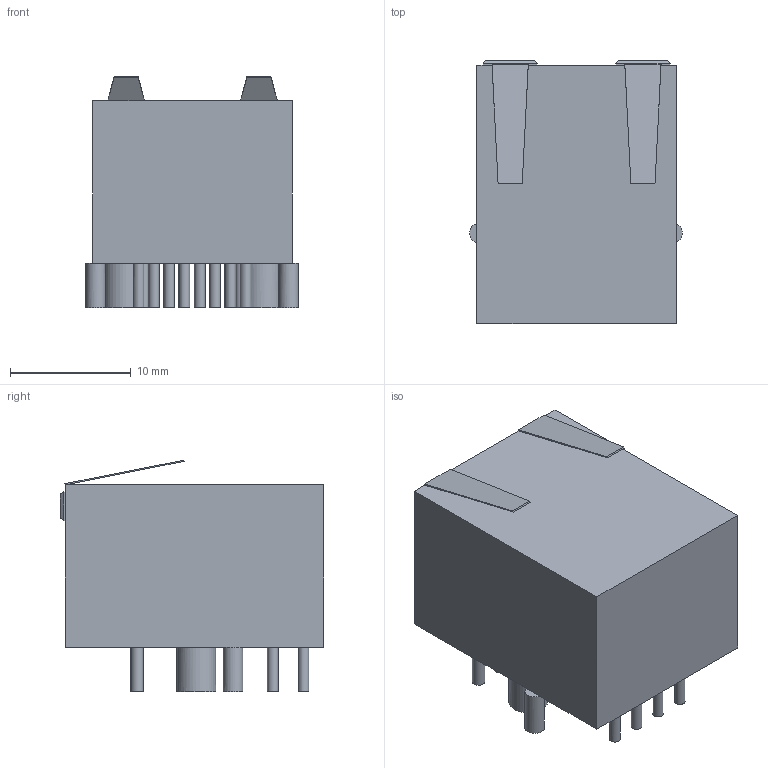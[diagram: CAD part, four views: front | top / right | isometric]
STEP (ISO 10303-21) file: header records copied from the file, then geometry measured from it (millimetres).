
FILE_DESCRIPTION(('FreeCAD Model'),'2;1');
FILE_NAME('Fusion001.step', '2019-10-06T12:26:47',('kicad StepUp'),('ksu MCAD'), 'Open CASCADE STEP processor 7.3','FreeCAD','Unknown');
FILE_SCHEMA(('AUTOMOTIVE_DESIGN { 1 0 10303 214 1 1 1 1 }'));
Length unit declared in the file: millimetre
Products named in the file (1): Fusion001
Bounding box: 17.63 x 21.83 x 19.2 mm (x, y, z)
Volume: 3367.6 mm3; surface area: 3064.3 mm2
Topology: 3 solids, 3 shells, 165 faces, 408 edges, 287 vertices
Faces by surface type: bspline 115, plane 34, cylinder 16
Full cylindrical faces by diameter (mm): 0.89 x8, 1.02 x4, 1.63 x2, 3.25 x2
Entity records: 9652 total; most frequent: CARTESIAN_POINT 3628, B_SPLINE_CURVE_WITH_KNOTS 1018, ORIENTED_EDGE 816, PCURVE 816, DEFINITIONAL_REPRESENTATION 816, EDGE_CURVE 408, SURFACE_CURVE 392, DIRECTION 302
